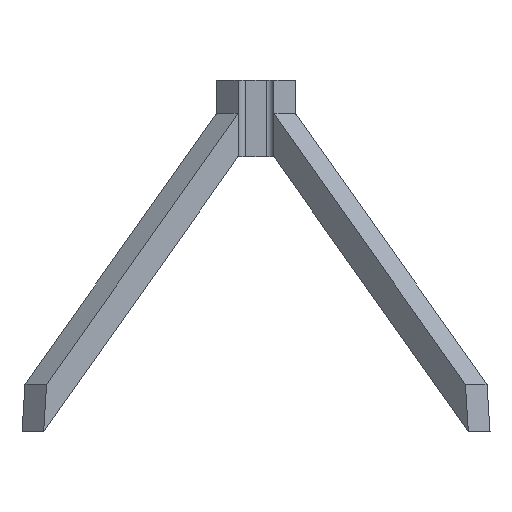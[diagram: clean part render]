
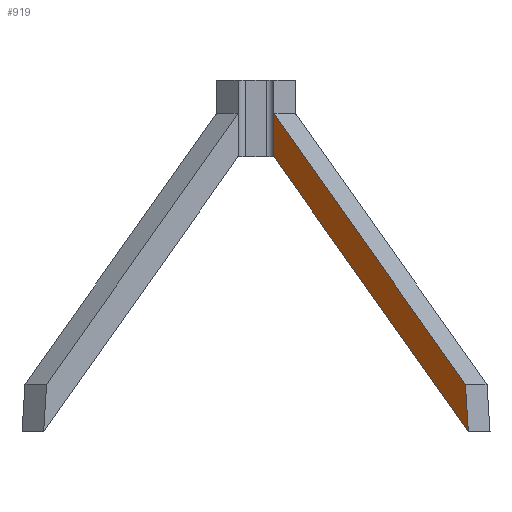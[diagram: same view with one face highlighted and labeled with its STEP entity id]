
A CAD part, front view. The second image highlights one B-rep face of the part: STEP entity #919.
In plain terms, the highlighted planar face has unit normal (-0.707, -0.707, 0).
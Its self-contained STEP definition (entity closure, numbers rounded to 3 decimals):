
#62=ORIENTED_EDGE('',*,*,#326,.T.);
#63=ORIENTED_EDGE('',*,*,#327,.F.);
#64=ORIENTED_EDGE('',*,*,#318,.F.);
#65=ORIENTED_EDGE('',*,*,#328,.F.);
#318=EDGE_CURVE('',#450,#451,#534,.T.);
#326=EDGE_CURVE('',#458,#459,#542,.T.);
#327=EDGE_CURVE('',#451,#459,#543,.T.);
#328=EDGE_CURVE('',#458,#450,#544,.T.);
#450=VERTEX_POINT('',#1323);
#451=VERTEX_POINT('',#1324);
#458=VERTEX_POINT('',#1341);
#459=VERTEX_POINT('',#1342);
#534=LINE('',#1322,#646);
#542=LINE('',#1340,#654);
#543=LINE('',#1343,#655);
#544=LINE('',#1344,#656);
#646=VECTOR('',#1063,1000.);
#654=VECTOR('',#1075,1000.);
#655=VECTOR('',#1076,1000.);
#656=VECTOR('',#1077,1000.);
#757=EDGE_LOOP('',(#62,#63,#64,#65));
#817=FACE_BOUND('',#757,.T.);
#877=PLANE('',#984);
#919=ADVANCED_FACE('',(#817),#877,.F.);
#984=AXIS2_PLACEMENT_3D('',#1339,#1073,#1074);
#1063=DIRECTION('',(0.5,-0.5,-0.707));
#1073=DIRECTION('',(0.707,0.707,0.));
#1074=DIRECTION('',(0.707,-0.707,0.));
#1075=DIRECTION('',(0.5,-0.5,-0.707));
#1076=DIRECTION('',(0.062,-0.062,-0.996));
#1077=DIRECTION('',(0.,0.,1.));
#1322=CARTESIAN_POINT('',(5.843,-11.5,9.657));
#1323=CARTESIAN_POINT('',(4.672,-10.328,11.314));
#1324=CARTESIAN_POINT('',(54.672,-60.328,-59.397));
#1339=CARTESIAN_POINT('',(4.672,-10.328,0.));
#1340=CARTESIAN_POINT('',(4.672,-10.328,0.));
#1341=CARTESIAN_POINT('',(4.672,-10.328,0.));
#1342=CARTESIAN_POINT('',(55.439,-61.095,-71.795));
#1343=CARTESIAN_POINT('',(54.672,-60.328,-59.397));
#1344=CARTESIAN_POINT('',(4.672,-10.328,0.));
